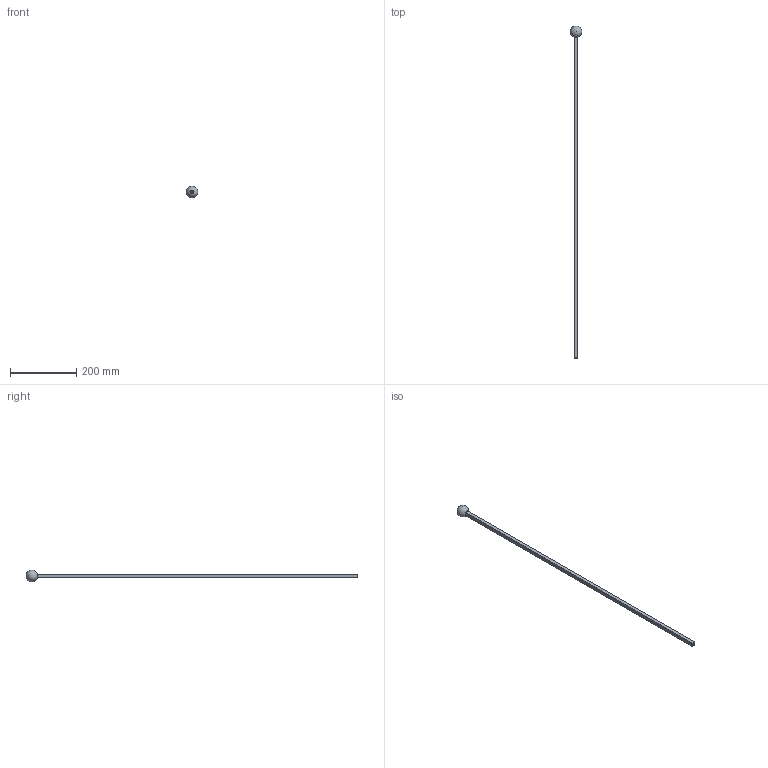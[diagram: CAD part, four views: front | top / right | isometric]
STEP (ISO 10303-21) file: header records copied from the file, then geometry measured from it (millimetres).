
FILE_DESCRIPTION (( 'STEP AP203' ), '1' );
FILE_NAME ('1307-IT-35.STEP', '2022-06-17T07:40:52', ( '' ), ( '' ), 'SwSTEP 2.0', 'SolidWorks 2018', '' );
FILE_SCHEMA (( 'CONFIG_CONTROL_DESIGN' ));
Length unit declared in the file: millimetre
Products named in the file (1): 1307-IT-35
Bounding box: 34.74 x 999.87 x 35 mm (x, y, z)
Volume: 161510.5 mm3; surface area: 50238.6 mm2
Topology: 1 solids, 1 shells, 262 faces, 714 edges, 476 vertices
Faces by surface type: plane 148, bspline 113, sphere 1
Entity records: 13454 total; most frequent: CARTESIAN_POINT 7537, ORIENTED_EDGE 1422, DIRECTION 789, EDGE_CURVE 711, LINE 481, VECTOR 481, VERTEX_POINT 474, EDGE_LOOP 285
